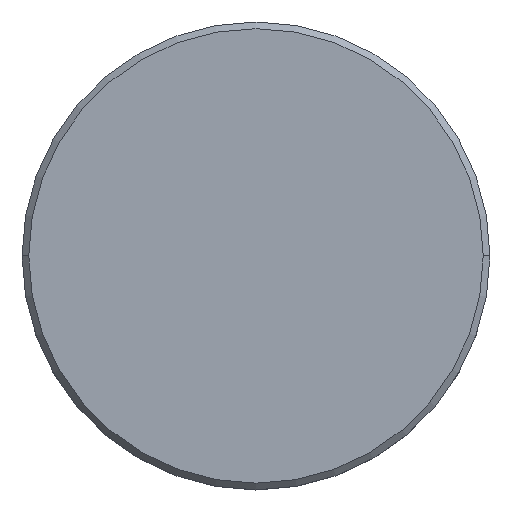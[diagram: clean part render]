
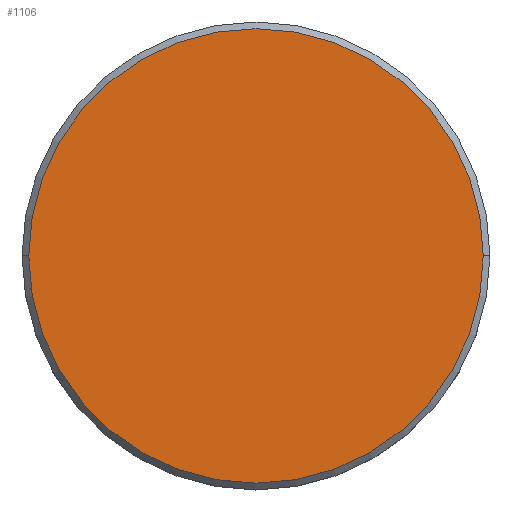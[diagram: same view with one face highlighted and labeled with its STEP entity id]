
A CAD part, top view. The second image highlights one B-rep face of the part: STEP entity #1106.
In plain terms, the highlighted planar face has unit normal (0, 0, 1).
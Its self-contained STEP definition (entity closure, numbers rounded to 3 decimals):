
#236 = CARTESIAN_POINT ( 'NONE',  ( 0., 0., 0. ) ) ;
#260 = CARTESIAN_POINT ( 'NONE',  ( 0., 0., 0. ) ) ;
#330 = PLANE ( 'NONE',  #1137 ) ;
#374 = CARTESIAN_POINT ( 'NONE',  ( 0., 0., 0. ) ) ;
#381 = CARTESIAN_POINT ( 'NONE',  ( 17., 0., 0. ) ) ;
#387 = ORIENTED_EDGE ( 'NONE', *, *, #632, .T. ) ;
#503 = DIRECTION ( 'NONE',  ( 1., 0., 0. ) ) ;
#525 = CIRCLE ( 'NONE', #854, 17. ) ;
#547 = ORIENTED_EDGE ( 'NONE', *, *, #751, .T. ) ;
#594 = DIRECTION ( 'NONE',  ( 0., 0., 1. ) ) ;
#596 = AXIS2_PLACEMENT_3D ( 'NONE', #236, #1046, #951 ) ;
#632 = EDGE_CURVE ( 'NONE', #1000, #641, #525, .T. ) ;
#641 = VERTEX_POINT ( 'NONE', #852 ) ;
#743 = DIRECTION ( 'NONE',  ( 1., 0., 0. ) ) ;
#751 = EDGE_CURVE ( 'NONE', #641, #1000, #1039, .T. ) ;
#852 = CARTESIAN_POINT ( 'NONE',  ( -17., 0., 0. ) ) ;
#854 = AXIS2_PLACEMENT_3D ( 'NONE', #374, #1126, #743 ) ;
#919 = EDGE_LOOP ( 'NONE', ( #547, #387 ) ) ;
#951 = DIRECTION ( 'NONE',  ( 1., 0., 0. ) ) ;
#1000 = VERTEX_POINT ( 'NONE', #381 ) ;
#1039 = CIRCLE ( 'NONE', #596, 17. ) ;
#1046 = DIRECTION ( 'NONE',  ( 0., 0., 1. ) ) ;
#1049 = FACE_OUTER_BOUND ( 'NONE', #919, .T. ) ;
#1106 = ADVANCED_FACE ( 'NONE', ( #1049 ), #330, .T. ) ;
#1126 = DIRECTION ( 'NONE',  ( 0., 0., 1. ) ) ;
#1137 = AXIS2_PLACEMENT_3D ( 'NONE', #260, #594, #503 ) ;
